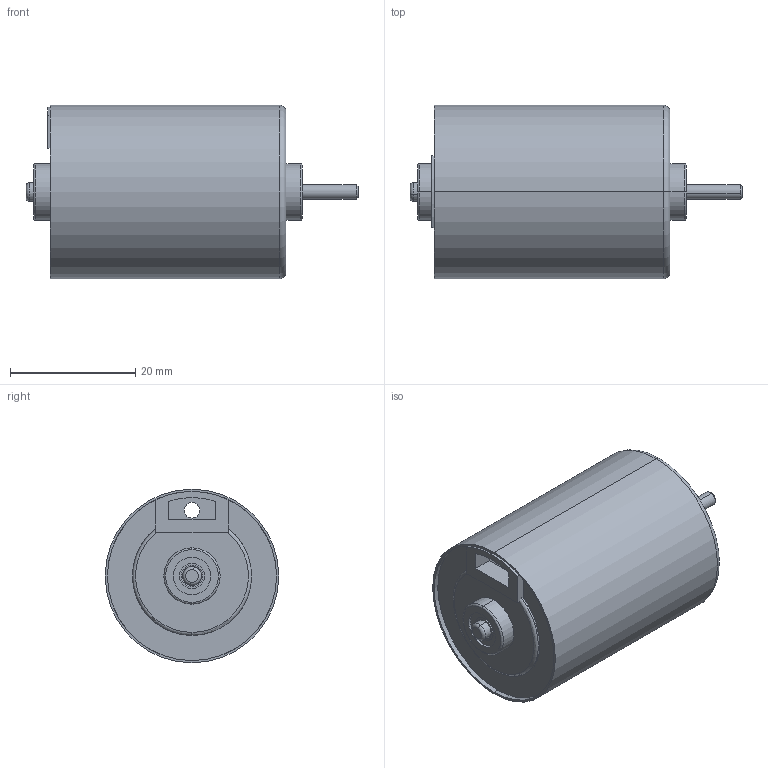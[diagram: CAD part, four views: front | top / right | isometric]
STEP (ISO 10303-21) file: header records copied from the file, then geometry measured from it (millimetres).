
FILE_DESCRIPTION (( 'STEP AP214' ), '1' );
FILE_NAME ('BL2838-3D.STEP', '2024-07-11T03:10:00', ( 'China' ), ( 'Home' ), 'SwSTEP 2.0', 'SolidWorks 2020', '' );
FILE_SCHEMA (( 'AUTOMOTIVE_DESIGN' ));
Length unit declared in the file: millimetre
Products named in the file (6): BL2838-3D; 28綴裔; 2838粣; 693zz; 2838誘盄杶; 2838俋褲
Assembly tree (6 placements, depth 2):
  BL2838-3D
    2838俋褲
    28綴裔
    2838粣
    693zz  x2
    2838誘盄杶
Bounding box: 53 x 27.7 x 27.7 mm (x, y, z)
Volume: 3778.5 mm3; surface area: 10109.2 mm2
Topology: 6 solids, 6 shells, 189 faces, 421 edges, 263 vertices
Faces by surface type: cylinder 79, plane 54, torus 46, bspline 6, cone 4
Entity records: 5362 total; most frequent: CARTESIAN_POINT 1398, DIRECTION 852, ORIENTED_EDGE 738, EDGE_CURVE 369, AXIS2_PLACEMENT_3D 365, VERTEX_POINT 231, CIRCLE 199, EDGE_LOOP 192
